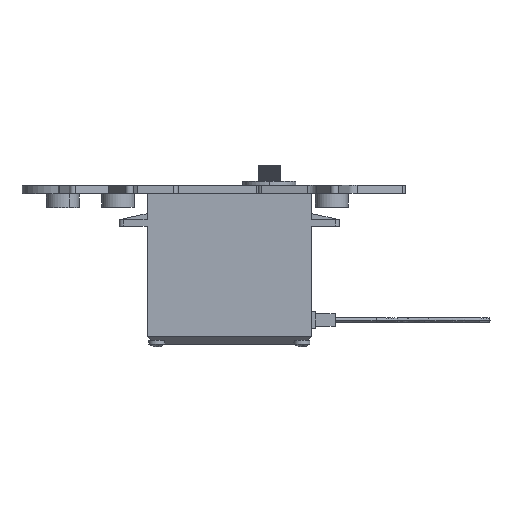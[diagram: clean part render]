
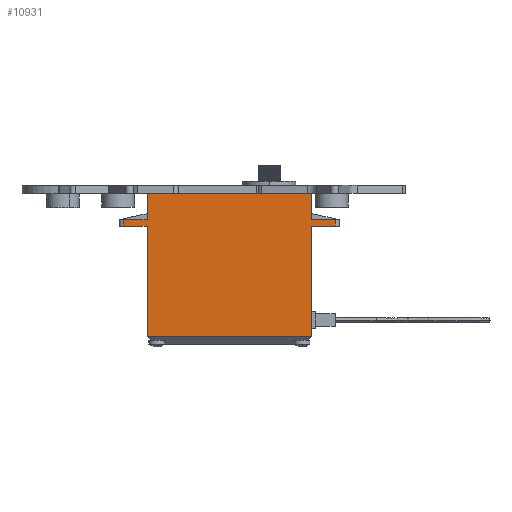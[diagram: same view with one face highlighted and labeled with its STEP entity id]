
A CAD part, top view. The second image highlights one B-rep face of the part: STEP entity #10931.
In plain terms, the highlighted planar face has unit normal (0, 0, 1).
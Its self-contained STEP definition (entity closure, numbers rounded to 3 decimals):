
#18 = EDGE_CURVE ( 'NONE', #3147, #26355, #16033, .T. ) ;
#343 = CARTESIAN_POINT ( 'NONE',  ( -26., 29., 9.75 ) ) ;
#586 = DIRECTION ( 'NONE',  ( 1., 0., 0. ) ) ;
#895 = EDGE_CURVE ( 'NONE', #24663, #6177, #5120, .T. ) ;
#1398 = ORIENTED_EDGE ( 'NONE', *, *, #1776, .F. ) ;
#1776 = EDGE_CURVE ( 'NONE', #2805, #29513, #20171, .T. ) ;
#2438 = VERTEX_POINT ( 'NONE', #29744 ) ;
#2602 = ORIENTED_EDGE ( 'NONE', *, *, #18, .T. ) ;
#2741 = VECTOR ( 'NONE', #25449, 1000. ) ;
#2776 = VECTOR ( 'NONE', #11899, 1000. ) ;
#2805 = VERTEX_POINT ( 'NONE', #21245 ) ;
#2923 = VERTEX_POINT ( 'NONE', #29828 ) ;
#2947 = EDGE_CURVE ( 'NONE', #5620, #6177, #26004, .T. ) ;
#3147 = VERTEX_POINT ( 'NONE', #25714 ) ;
#3739 = CARTESIAN_POINT ( 'NONE',  ( 20.15, 29., 9.75 ) ) ;
#4235 = VERTEX_POINT ( 'NONE', #5180 ) ;
#4521 = ORIENTED_EDGE ( 'NONE', *, *, #25983, .T. ) ;
#5120 = LINE ( 'NONE', #20987, #30322 ) ;
#5180 = CARTESIAN_POINT ( 'NONE',  ( -20.15, 2., 9.75 ) ) ;
#5620 = VERTEX_POINT ( 'NONE', #10597 ) ;
#5721 = EDGE_CURVE ( 'NONE', #22271, #32612, #33399, .T. ) ;
#6177 = VERTEX_POINT ( 'NONE', #20474 ) ;
#6217 = CARTESIAN_POINT ( 'NONE',  ( -26., 30.6, 9.75 ) ) ;
#6861 = VECTOR ( 'NONE', #34319, 1000. ) ;
#7470 = EDGE_LOOP ( 'NONE', ( #19320, #8048, #15845, #33438, #4521, #24185, #17877, #15554, #23774, #12320, #1398, #34304, #2602 ) ) ;
#7640 = EDGE_CURVE ( 'NONE', #2438, #4235, #8968, .T. ) ;
#7911 = VECTOR ( 'NONE', #12942, 1000. ) ;
#8048 = ORIENTED_EDGE ( 'NONE', *, *, #5721, .T. ) ;
#8499 = DIRECTION ( 'NONE',  ( -1., 0., 0. ) ) ;
#8560 = CARTESIAN_POINT ( 'NONE',  ( 26., 29., 9.75 ) ) ;
#8679 = DIRECTION ( 'NONE',  ( 0., 1., 0. ) ) ;
#8968 = LINE ( 'NONE', #10122, #6861 ) ;
#9581 = CARTESIAN_POINT ( 'NONE',  ( -26., 29., 9.75 ) ) ;
#10122 = CARTESIAN_POINT ( 'NONE',  ( -20.15, 29., 9.75 ) ) ;
#10151 = VECTOR ( 'NONE', #15248, 1000. ) ;
#10525 = DIRECTION ( 'NONE',  ( 1., 0., 0. ) ) ;
#10597 = CARTESIAN_POINT ( 'NONE',  ( 26., 29., 9.75 ) ) ;
#10931 = ADVANCED_FACE ( 'NONE', ( #23642 ), #24245, .F. ) ;
#11710 = DIRECTION ( 'NONE',  ( 0., -1., 0. ) ) ;
#11899 = DIRECTION ( 'NONE',  ( 0., -1., 0. ) ) ;
#12320 = ORIENTED_EDGE ( 'NONE', *, *, #21677, .F. ) ;
#12321 = DIRECTION ( 'NONE',  ( 0., -1., 0. ) ) ;
#12942 = DIRECTION ( 'NONE',  ( 1., 0., 0. ) ) ;
#14581 = DIRECTION ( 'NONE',  ( 1., 0., 0. ) ) ;
#15248 = DIRECTION ( 'NONE',  ( 1., 0., 0. ) ) ;
#15554 = ORIENTED_EDGE ( 'NONE', *, *, #2947, .T. ) ;
#15592 = LINE ( 'NONE', #27726, #31188 ) ;
#15742 = CARTESIAN_POINT ( 'NONE',  ( -20.15, 37., 9.75 ) ) ;
#15845 = ORIENTED_EDGE ( 'NONE', *, *, #29240, .T. ) ;
#16033 = LINE ( 'NONE', #25831, #27830 ) ;
#16751 = LINE ( 'NONE', #26465, #7911 ) ;
#17428 = CARTESIAN_POINT ( 'NONE',  ( -27., 29., 9.75 ) ) ;
#17877 = ORIENTED_EDGE ( 'NONE', *, *, #19339, .T. ) ;
#18953 = DIRECTION ( 'NONE',  ( 0., 0., -1. ) ) ;
#19320 = ORIENTED_EDGE ( 'NONE', *, *, #26835, .F. ) ;
#19339 = EDGE_CURVE ( 'NONE', #26992, #5620, #24755, .T. ) ;
#20171 = LINE ( 'NONE', #28230, #31119 ) ;
#20474 = CARTESIAN_POINT ( 'NONE',  ( 26., 30.6, 9.75 ) ) ;
#20987 = CARTESIAN_POINT ( 'NONE',  ( -27., 30.6, 9.75 ) ) ;
#21245 = CARTESIAN_POINT ( 'NONE',  ( 9.85, 37., 9.75 ) ) ;
#21677 = EDGE_CURVE ( 'NONE', #29513, #24663, #32594, .T. ) ;
#22271 = VERTEX_POINT ( 'NONE', #6217 ) ;
#22361 = LINE ( 'NONE', #3739, #30371 ) ;
#23642 = FACE_OUTER_BOUND ( 'NONE', #7470, .T. ) ;
#23774 = ORIENTED_EDGE ( 'NONE', *, *, #895, .F. ) ;
#23800 = CARTESIAN_POINT ( 'NONE',  ( -20.15, 30.6, 9.75 ) ) ;
#24023 = LINE ( 'NONE', #25965, #10151 ) ;
#24185 = ORIENTED_EDGE ( 'NONE', *, *, #33114, .F. ) ;
#24245 = PLANE ( 'NONE',  #28457 ) ;
#24607 = CARTESIAN_POINT ( 'NONE',  ( -20.15, 29., 9.75 ) ) ;
#24663 = VERTEX_POINT ( 'NONE', #29686 ) ;
#24751 = VECTOR ( 'NONE', #8679, 1000. ) ;
#24755 = LINE ( 'NONE', #17428, #26034 ) ;
#24825 = VECTOR ( 'NONE', #26928, 1000. ) ;
#25449 = DIRECTION ( 'NONE',  ( 0., -1., 0. ) ) ;
#25714 = CARTESIAN_POINT ( 'NONE',  ( -20.15, 37., 9.75 ) ) ;
#25831 = CARTESIAN_POINT ( 'NONE',  ( -20.15, 37., 9.75 ) ) ;
#25965 = CARTESIAN_POINT ( 'NONE',  ( -27., 30.6, 9.75 ) ) ;
#25983 = EDGE_CURVE ( 'NONE', #4235, #2923, #15592, .T. ) ;
#26004 = LINE ( 'NONE', #8560, #24751 ) ;
#26034 = VECTOR ( 'NONE', #33641, 1000. ) ;
#26355 = VERTEX_POINT ( 'NONE', #23800 ) ;
#26465 = CARTESIAN_POINT ( 'NONE',  ( -27., 29., 9.75 ) ) ;
#26517 = LINE ( 'NONE', #15742, #24825 ) ;
#26835 = EDGE_CURVE ( 'NONE', #22271, #26355, #24023, .T. ) ;
#26928 = DIRECTION ( 'NONE',  ( 1., 0., 0. ) ) ;
#26992 = VERTEX_POINT ( 'NONE', #33558 ) ;
#27652 = EDGE_CURVE ( 'NONE', #3147, #2805, #26517, .T. ) ;
#27726 = CARTESIAN_POINT ( 'NONE',  ( -20.15, 2., 9.75 ) ) ;
#27830 = VECTOR ( 'NONE', #12321, 1000. ) ;
#28230 = CARTESIAN_POINT ( 'NONE',  ( -20.15, 37., 9.75 ) ) ;
#28457 = AXIS2_PLACEMENT_3D ( 'NONE', #24607, #18953, #8499 ) ;
#29240 = EDGE_CURVE ( 'NONE', #32612, #2438, #16751, .T. ) ;
#29513 = VERTEX_POINT ( 'NONE', #34331 ) ;
#29686 = CARTESIAN_POINT ( 'NONE',  ( 20.15, 30.6, 9.75 ) ) ;
#29744 = CARTESIAN_POINT ( 'NONE',  ( -20.15, 29., 9.75 ) ) ;
#29828 = CARTESIAN_POINT ( 'NONE',  ( 20.15, 2., 9.75 ) ) ;
#30322 = VECTOR ( 'NONE', #10525, 1000. ) ;
#30371 = VECTOR ( 'NONE', #11710, 1000. ) ;
#30578 = CARTESIAN_POINT ( 'NONE',  ( 20.15, 37., 9.75 ) ) ;
#31119 = VECTOR ( 'NONE', #14581, 1000. ) ;
#31188 = VECTOR ( 'NONE', #586, 1000. ) ;
#32594 = LINE ( 'NONE', #30578, #2776 ) ;
#32612 = VERTEX_POINT ( 'NONE', #343 ) ;
#33114 = EDGE_CURVE ( 'NONE', #26992, #2923, #22361, .T. ) ;
#33399 = LINE ( 'NONE', #9581, #2741 ) ;
#33438 = ORIENTED_EDGE ( 'NONE', *, *, #7640, .T. ) ;
#33558 = CARTESIAN_POINT ( 'NONE',  ( 20.15, 29., 9.75 ) ) ;
#33641 = DIRECTION ( 'NONE',  ( 1., 0., 0. ) ) ;
#34304 = ORIENTED_EDGE ( 'NONE', *, *, #27652, .F. ) ;
#34319 = DIRECTION ( 'NONE',  ( 0., -1., 0. ) ) ;
#34331 = CARTESIAN_POINT ( 'NONE',  ( 20.15, 37., 9.75 ) ) ;
